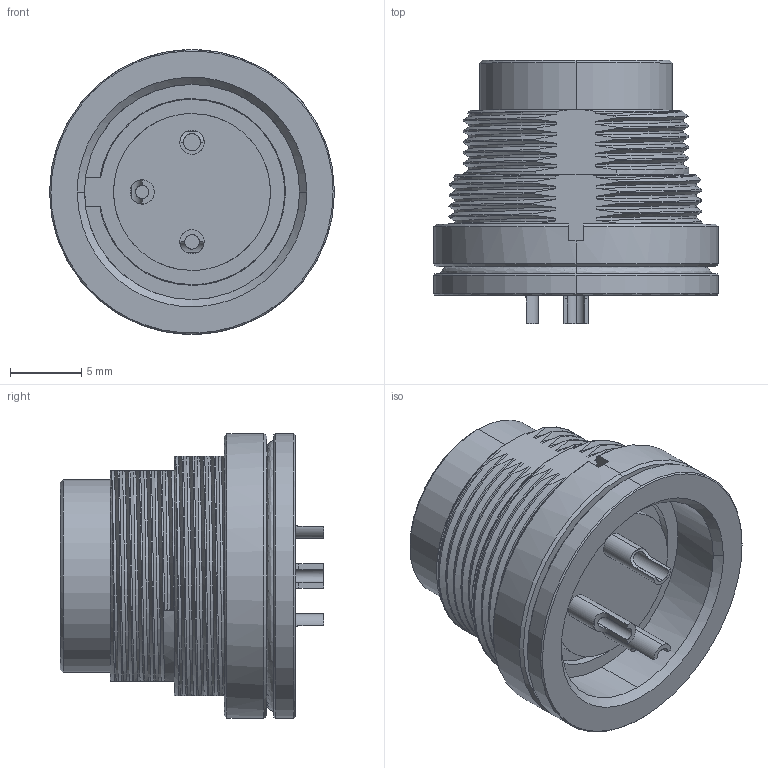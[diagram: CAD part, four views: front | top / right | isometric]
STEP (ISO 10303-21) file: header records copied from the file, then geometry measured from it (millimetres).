
FILE_DESCRIPTION (( 'STEP AP203' ), '1' );
FILE_NAME ('P299-3P.STEP', '2020-12-02T01:29:49', ( 'edpusr' ), ( 'Microsoft' ), 'SwSTEP 2.0', 'SolidWorks 2015', '' );
FILE_SCHEMA (( 'CONFIG_CONTROL_DESIGN' ));
Products named in the file (1): P299-3P
Bounding box: 20 x 18.5 x 20 mm (x, y, z)
Volume: 2111.1 mm3; surface area: 3138.1 mm2
Topology: 2 solids, 3 shells, 315 faces, 953 edges, 622 vertices
Faces by surface type: bspline 134, cylinder 97, plane 58, cone 26
Entity records: 47952 total; most frequent: CARTESIAN_POINT 41015, ORIENTED_EDGE 1890, EDGE_CURVE 945, DIRECTION 871, VERTEX_POINT 622, B_SPLINE_CURVE_WITH_KNOTS 354, EDGE_LOOP 333, VECTOR 319
